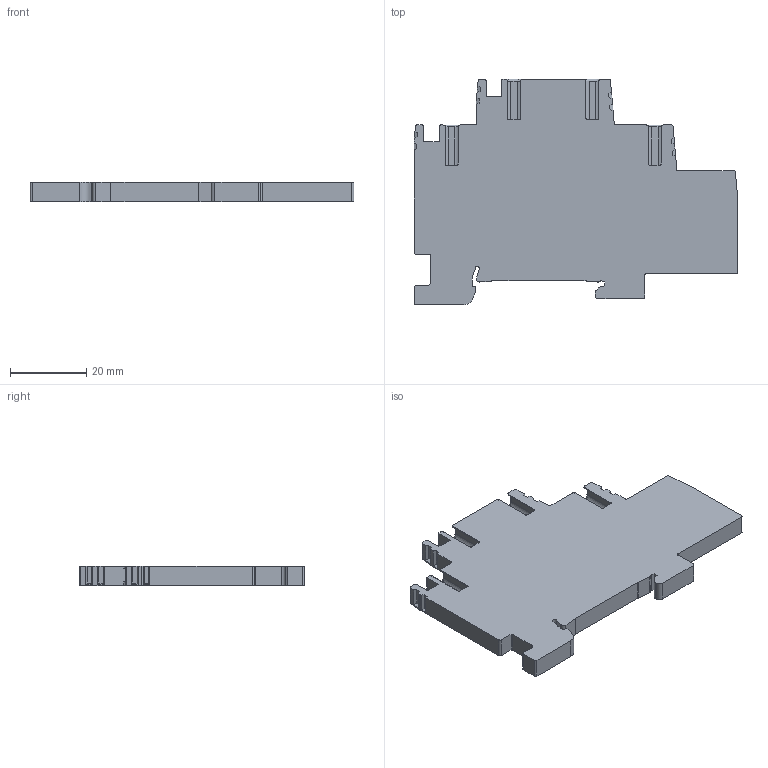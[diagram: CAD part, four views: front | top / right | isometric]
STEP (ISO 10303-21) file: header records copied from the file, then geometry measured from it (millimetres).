
FILE_DESCRIPTION((''),'2;1');
FILE_NAME('PIKD2-5_ISO_GEN','2019-09-20T',('Christian Carl'),(''),'CREO PARAMETRIC BY PTC INC, 2016380','CREO PARAMETRIC BY PTC INC, 2016380','');
FILE_SCHEMA(('CONFIG_CONTROL_DESIGN'));
Length unit declared in the file: millimetre
Products named in the file (1): PIKD2-5_ISO_GEN
Bounding box: 85.06 x 59.2 x 5.1 mm (x, y, z)
Volume: 17169.1 mm3; surface area: 10678.8 mm2
Topology: 1 solids, 1 shells, 339 faces, 952 edges, 624 vertices
Faces by surface type: plane 231, cylinder 92, cone 16
Entity records: 11072 total; most frequent: CARTESIAN_POINT 2123, ORIENTED_EDGE 1904, DIRECTION 1818, EDGE_CURVE 952, VECTOR 740, LINE 740, VERTEX_POINT 624, AXIS2_PLACEMENT_3D 539
